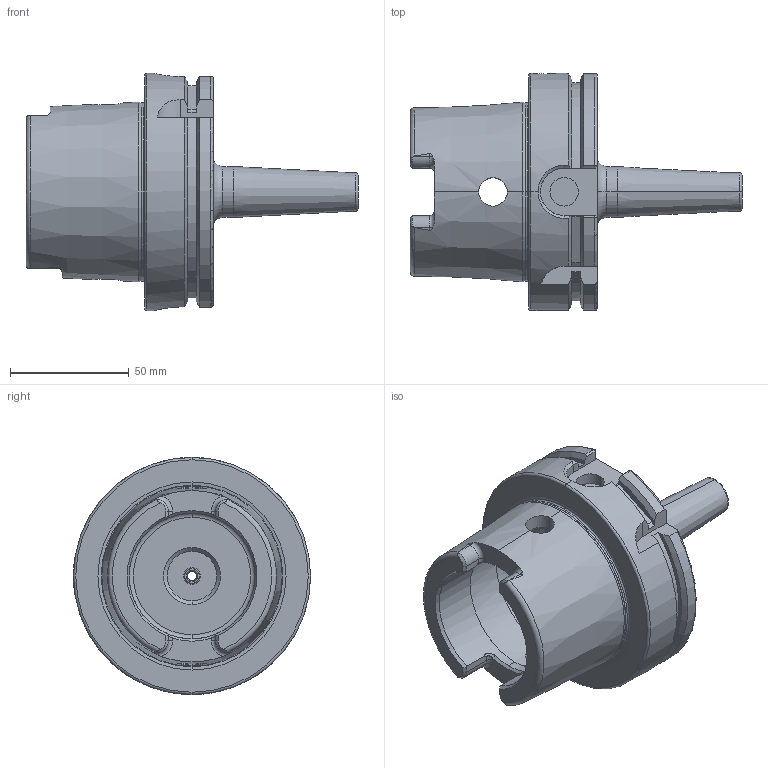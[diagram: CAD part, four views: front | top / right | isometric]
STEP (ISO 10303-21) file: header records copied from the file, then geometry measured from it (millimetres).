
FILE_DESCRIPTION (( 'STEP AP203' ), '1' );
FILE_NAME ('FWA100H-SFS10090.STEP', '2024-09-04T09:57:52', ( '' ), ( '' ), 'SwSTEP 2.0', 'SolidWorks 2024', '' );
FILE_SCHEMA (( 'CONFIG_CONTROL_DESIGN' ));
Length unit declared in the file: millimetre
Products named in the file (4): HSKA100SFS10090WW; FWA100H-SFS10090; SCWM8X1-10
Assembly tree (3 placements, depth 3):
  FWA100H-SFS10090
    HSKA100SFS10090WW
      HSKA100SFS10090WW
      SCWM8X1-10
Bounding box: 140 x 100 x 100 mm (x, y, z)
Volume: 267733.8 mm3; surface area: 55403.4 mm2
Topology: 2 solids, 2 shells, 201 faces, 489 edges, 296 vertices
Faces by surface type: plane 61, cylinder 56, cone 39, torus 35, bspline 10
Entity records: 7508 total; most frequent: CARTESIAN_POINT 2497, ORIENTED_EDGE 974, DIRECTION 964, EDGE_CURVE 487, AXIS2_PLACEMENT_3D 391, VERTEX_POINT 296, EDGE_LOOP 215, FACE_OUTER_BOUND 201
